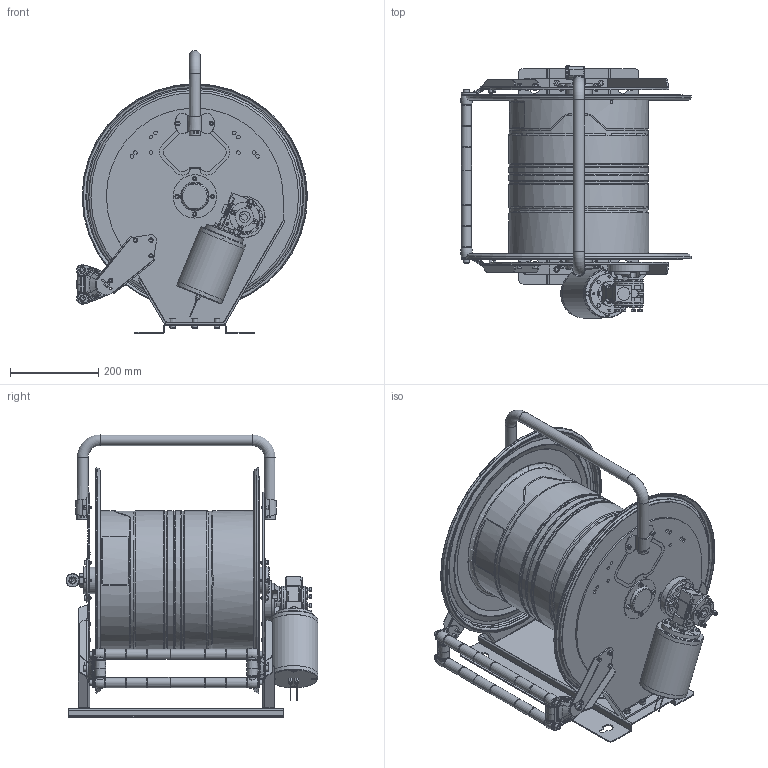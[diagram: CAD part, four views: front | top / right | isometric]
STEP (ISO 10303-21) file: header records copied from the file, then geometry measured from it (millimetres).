
FILE_DESCRIPTION(/* description */ ('Unknown'),/* implementation_level */ '2;1');
FILE_NAME(/* name */ '856012.300',/* time_stamp */ '2025-04-11T15:28:30+02:00',/* author */ ('Unknown'),/* organization */ ('Unknown'),/* preprocessor_version */ 'ST-DEVELOPER v19.4',/* originating_system */ 'Solid Edge',/* authorisation */ 'Unknown');
FILE_SCHEMA (('AUTOMOTIVE_DESIGN {1 0 10303 214 3 1 1}'));
Products named in the file (6): 856012.300; 856012.000_senzasnodo; KG697_KW577_ingombri; B271; B270; B2847_RAASM
Assembly tree (5 placements, depth 3):
  856012.300
    856012.000_senzasnodo
    KG697_KW577_ingombri
      B271
      B270
      B2847_RAASM
Bounding box: 522.49 x 570.3 x 639.87 mm (x, y, z)
Volume: 33538071.4 mm3; surface area: 2495090.8 mm2
Topology: 4 solids, 33 shells, 3271 faces, 8025 edges, 5089 vertices
Faces by surface type: plane 1606, cylinder 876, torus 334, cone 228, bspline 194, sphere 33
Full cylindrical faces by diameter (mm): 1.8 x2, 4.134 x4, 4.917 x4, 5 x4, 6 x42, 6.2 x10, 6.3 x4, 6.4 x1, 6.5 x8, 6.7 x4, 7 x8, 7.2 x1, 8 x9, 8.1 x4, 8.2 x2, 8.4 x2, 8.75 x36, 9 x10, 9.5 x6, 10 x25, 10.44 x6, 10.5 x6, 11 x10, 12 x8, 12.65 x6, 13 x12, 13.5 x2, 15.25 x4, 16 x1, 16.45 x2
Entity records: 123949 total; most frequent: CARTESIAN_POINT 29463, DIRECTION 14317, ORIENTED_EDGE 14096, EDGE_CURVE 7048, AXIS2_PLACEMENT_3D 5376, VERTEX_POINT 4771, FACE_BOUND 4357, EDGE_LOOP 4349
